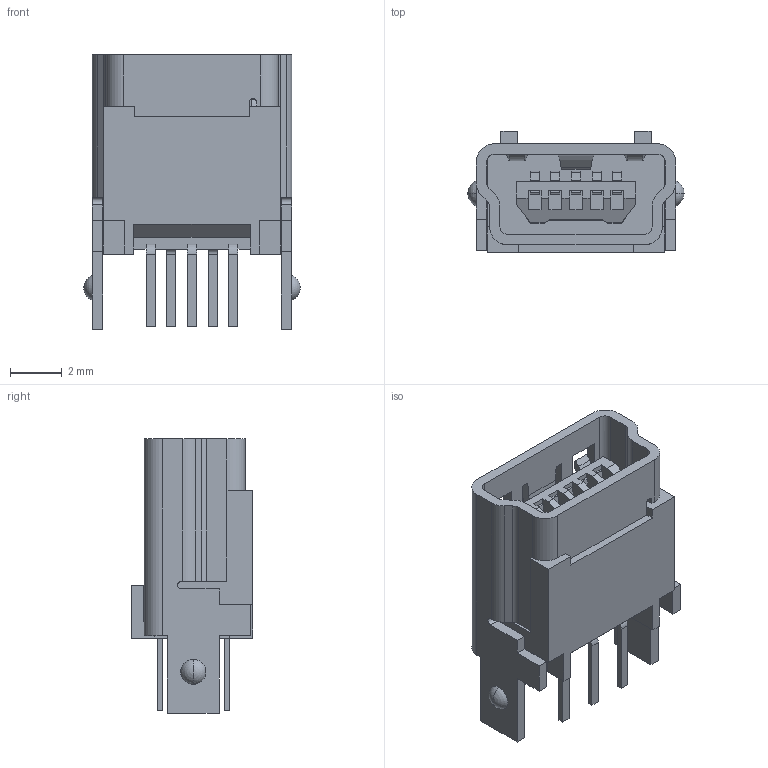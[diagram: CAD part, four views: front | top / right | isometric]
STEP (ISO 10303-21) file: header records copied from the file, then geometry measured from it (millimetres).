
FILE_DESCRIPTION(('FreeCAD Model'),'2;1');
FILE_NAME('USB_Micro_B_Molex_5022370517_Vertical.step', '2018-04-01T18:13:30',('kicad StepUp'),('ksu MCAD'), 'Open CASCADE STEP processor 6.8','FreeCAD','Unknown');
FILE_SCHEMA(('AUTOMOTIVE_DESIGN_CC2 { 1 2 10303 214 -1 1 5 4 }'));
Length unit declared in the file: millimetre
Products named in the file (1): USB_Micro_B_Molex_5022370517_Vertical
Bounding box: 8.35 x 4.7 x 10.6 mm (x, y, z)
Volume: 133.7 mm3; surface area: 525 mm2
Topology: 1 solids, 1 shells, 359 faces, 1099 edges, 750 vertices
Faces by surface type: plane 272, cylinder 83, sphere 4
Entity records: 12344 total; most frequent: CARTESIAN_POINT 2269, ORIENTED_EDGE 2154, DIRECTION 1983, EDGE_CURVE 1077, LINE 887, VECTOR 887, VERTEX_POINT 714, AXIS2_PLACEMENT_3D 548
